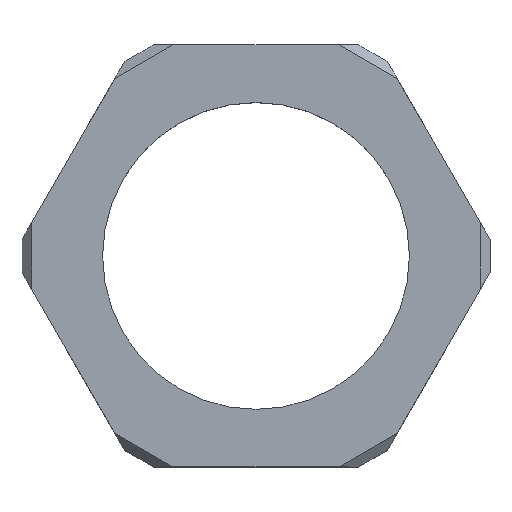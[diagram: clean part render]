
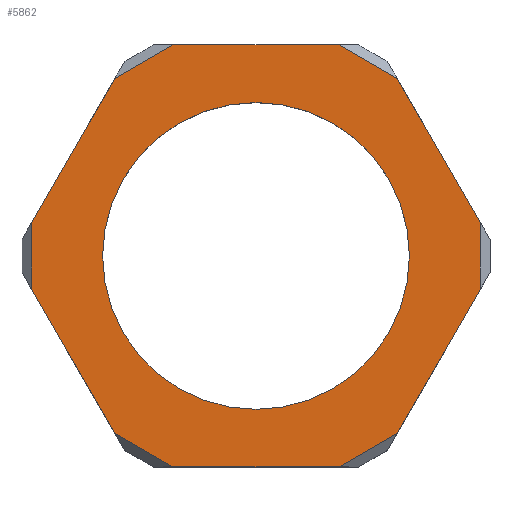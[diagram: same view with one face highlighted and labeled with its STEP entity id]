
A CAD part, top view. The second image highlights one B-rep face of the part: STEP entity #5862.
In plain terms, the highlighted planar face has unit normal (0, 0, 1).
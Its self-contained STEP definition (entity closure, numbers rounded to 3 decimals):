
#3121=DIRECTION('',(1.,0.,0.));
#3122=VECTOR('',#3121,8.702);
#3123=CARTESIAN_POINT('',(-4.351,-11.,4.5));
#3124=LINE('',#3123,#3122);
#3943=CARTESIAN_POINT('',(0.,0.,4.5));
#3944=DIRECTION('',(0.,0.,1.));
#3945=DIRECTION('',(1.,0.,0.));
#3946=AXIS2_PLACEMENT_3D('',#3943,#3944,#3945);
#3951=CARTESIAN_POINT('',(0.,0.,4.5));
#3952=DIRECTION('',(0.,0.,1.));
#3953=DIRECTION('',(-1.,0.,0.));
#3954=AXIS2_PLACEMENT_3D('',#3951,#3952,#3953);
#3959=DIRECTION('',(0.866,-0.5,0.));
#3960=VECTOR('',#3959,3.464);
#3961=CARTESIAN_POINT('',(-7.351,-9.268,4.5));
#3962=LINE('',#3961,#3960);
#3966=DIRECTION('',(-0.5,0.866,0.));
#3967=VECTOR('',#3966,8.702);
#3968=CARTESIAN_POINT('',(-7.351,-9.268,4.5));
#3969=LINE('',#3968,#3967);
#3973=DIRECTION('',(0.,1.,0.));
#3974=VECTOR('',#3973,3.464);
#3975=CARTESIAN_POINT('',(-11.702,-1.732,4.5));
#3976=LINE('',#3975,#3974);
#3980=DIRECTION('',(0.5,0.866,0.));
#3981=VECTOR('',#3980,8.702);
#3982=CARTESIAN_POINT('',(-11.702,1.732,4.5));
#3983=LINE('',#3982,#3981);
#3987=DIRECTION('',(-0.866,-0.5,0.));
#3988=VECTOR('',#3987,3.464);
#3989=CARTESIAN_POINT('',(-4.351,11.,4.5));
#3990=LINE('',#3989,#3988);
#3994=DIRECTION('',(-0.866,0.5,0.));
#3995=VECTOR('',#3994,3.464);
#3996=CARTESIAN_POINT('',(7.351,9.268,4.5));
#3997=LINE('',#3996,#3995);
#4001=DIRECTION('',(0.5,-0.866,0.));
#4002=VECTOR('',#4001,8.702);
#4003=CARTESIAN_POINT('',(7.351,9.268,4.5));
#4004=LINE('',#4003,#4002);
#4008=DIRECTION('',(0.,-1.,0.));
#4009=VECTOR('',#4008,3.464);
#4010=CARTESIAN_POINT('',(11.702,1.732,4.5));
#4011=LINE('',#4010,#4009);
#4015=DIRECTION('',(-0.5,-0.866,0.));
#4016=VECTOR('',#4015,8.702);
#4017=CARTESIAN_POINT('',(11.702,-1.732,4.5));
#4018=LINE('',#4017,#4016);
#4022=DIRECTION('',(0.866,0.5,0.));
#4023=VECTOR('',#4022,3.464);
#4024=CARTESIAN_POINT('',(4.351,-11.,4.5));
#4025=LINE('',#4024,#4023);
#4141=DIRECTION('',(-1.,0.,0.));
#4142=VECTOR('',#4141,8.702);
#4143=CARTESIAN_POINT('',(4.351,11.,4.5));
#4144=LINE('',#4143,#4142);
#4363=CARTESIAN_POINT('',(8.,0.,4.5));
#4364=CARTESIAN_POINT('',(-8.,0.,4.5));
#4365=VERTEX_POINT('',#4363);
#4366=VERTEX_POINT('',#4364);
#4463=CARTESIAN_POINT('',(-4.351,-11.,4.5));
#4465=VERTEX_POINT('',#4463);
#4469=CARTESIAN_POINT('',(-7.351,-9.268,4.5));
#4470=VERTEX_POINT('',#4469);
#4472=CARTESIAN_POINT('',(-11.702,1.732,4.5));
#4474=VERTEX_POINT('',#4472);
#4475=CARTESIAN_POINT('',(-11.702,-1.732,4.5));
#4476=VERTEX_POINT('',#4475);
#4479=CARTESIAN_POINT('',(-7.351,9.268,4.5));
#4481=VERTEX_POINT('',#4479);
#4485=CARTESIAN_POINT('',(-4.351,11.,4.5));
#4486=VERTEX_POINT('',#4485);
#4487=CARTESIAN_POINT('',(4.351,11.,4.5));
#4489=VERTEX_POINT('',#4487);
#4493=CARTESIAN_POINT('',(7.351,9.268,4.5));
#4494=VERTEX_POINT('',#4493);
#4496=CARTESIAN_POINT('',(11.702,-1.732,4.5));
#4498=VERTEX_POINT('',#4496);
#4499=CARTESIAN_POINT('',(11.702,1.732,4.5));
#4500=VERTEX_POINT('',#4499);
#4503=CARTESIAN_POINT('',(7.351,-9.268,4.5));
#4505=VERTEX_POINT('',#4503);
#4509=CARTESIAN_POINT('',(4.351,-11.,4.5));
#4510=VERTEX_POINT('',#4509);
#5827=CARTESIAN_POINT('',(0.,0.,4.5));
#5828=DIRECTION('',(0.,0.,1.));
#5829=DIRECTION('',(1.,0.,0.));
#5830=AXIS2_PLACEMENT_3D('',#5827,#5828,#5829);
#5831=PLANE('',#5830);
#5832=ORIENTED_EDGE('',*,*,#4588,.F.);
#5834=ORIENTED_EDGE('',*,*,#5833,.T.);
#5836=ORIENTED_EDGE('',*,*,#5835,.T.);
#5838=ORIENTED_EDGE('',*,*,#5837,.T.);
#5840=ORIENTED_EDGE('',*,*,#5839,.F.);
#5842=ORIENTED_EDGE('',*,*,#5841,.F.);
#5844=ORIENTED_EDGE('',*,*,#5843,.F.);
#5846=ORIENTED_EDGE('',*,*,#5845,.T.);
#5848=ORIENTED_EDGE('',*,*,#5847,.T.);
#5850=ORIENTED_EDGE('',*,*,#5849,.T.);
#5852=ORIENTED_EDGE('',*,*,#5851,.F.);
#5853=ORIENTED_EDGE('',*,*,#4606,.F.);
#5854=EDGE_LOOP('',(#5832,#5834,#5836,#5838,#5840,#5842,#5844,#5846,#5848,#5850,
#5852,#5853));
#5855=FACE_OUTER_BOUND('',#5854,.F.);
#5857=ORIENTED_EDGE('',*,*,#5856,.T.);
#5859=ORIENTED_EDGE('',*,*,#5858,.T.);
#5860=EDGE_LOOP('',(#5857,#5859));
#5861=FACE_BOUND('',#5860,.F.);
#3947=CIRCLE('',#3946,8.);
#3955=CIRCLE('',#3954,8.);
#4588=EDGE_CURVE('',#4470,#4465,#3962,.T.);
#4606=EDGE_CURVE('',#4465,#4510,#3124,.T.);
#5833=EDGE_CURVE('',#4470,#4476,#3969,.T.);
#5835=EDGE_CURVE('',#4476,#4474,#3976,.T.);
#5837=EDGE_CURVE('',#4474,#4481,#3983,.T.);
#5839=EDGE_CURVE('',#4486,#4481,#3990,.T.);
#5841=EDGE_CURVE('',#4489,#4486,#4144,.T.);
#5843=EDGE_CURVE('',#4494,#4489,#3997,.T.);
#5845=EDGE_CURVE('',#4494,#4500,#4004,.T.);
#5847=EDGE_CURVE('',#4500,#4498,#4011,.T.);
#5849=EDGE_CURVE('',#4498,#4505,#4018,.T.);
#5851=EDGE_CURVE('',#4510,#4505,#4025,.T.);
#5856=EDGE_CURVE('',#4365,#4366,#3947,.T.);
#5858=EDGE_CURVE('',#4366,#4365,#3955,.T.);
#5862=ADVANCED_FACE('',(#5855,#5861),#5831,.T.);
